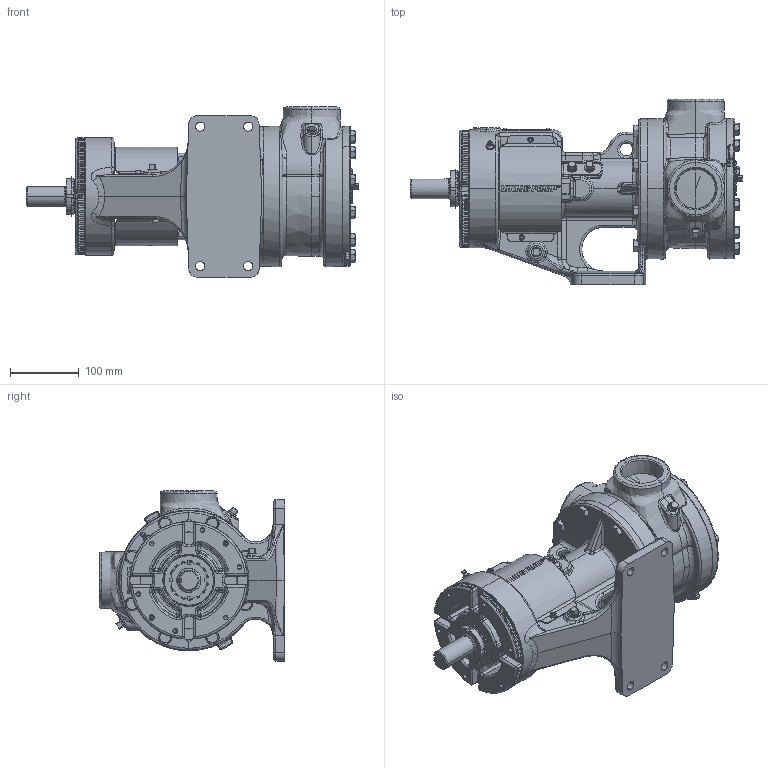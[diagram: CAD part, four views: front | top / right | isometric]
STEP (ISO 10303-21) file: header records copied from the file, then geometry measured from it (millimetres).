
FILE_DESCRIPTION (( 'STEP AP214' ), '1' );
FILE_NAME ('KV-2736.step', '2025-12-05T03:08:42', ( '' ), ( '' ), 'SwSTEP 2.0', 'SolidWorks 2024', '' );
FILE_SCHEMA (( 'AUTOMOTIVE_DESIGN' ));
Length unit declared in the file: inch
Products named in the file (1): KV-2736
Bounding box: 483.22 x 270.1 x 247.87 mm (x, y, z)
Volume: 7481450.6 mm3; surface area: 571085.4 mm2
Topology: 1 solids, 1 shells, 3833 faces, 9703 edges, 6013 vertices
Faces by surface type: plane 1292, bspline 1121, cone 758, cylinder 460, torus 147, sphere 55
Entity records: 255356 total; most frequent: CARTESIAN_POINT 172298, ORIENTED_EDGE 19240, DIRECTION 14282, EDGE_CURVE 9620, VERTEX_POINT 6009, AXIS2_PLACEMENT_3D 5252, EDGE_LOOP 4077, FACE_OUTER_BOUND 3833
